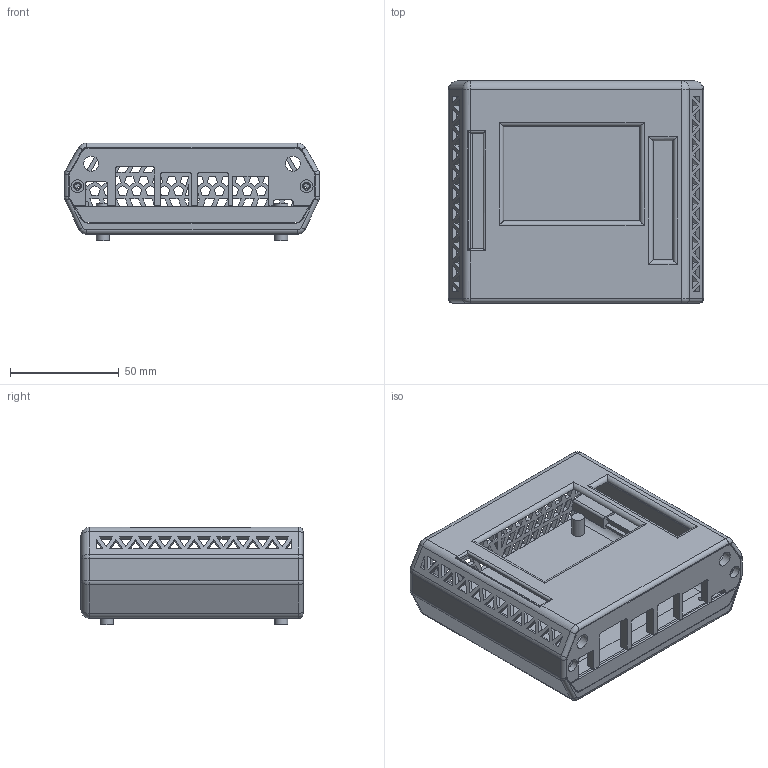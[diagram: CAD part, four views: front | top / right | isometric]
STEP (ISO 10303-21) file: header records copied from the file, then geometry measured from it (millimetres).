
FILE_DESCRIPTION(('HOOPS Exchange Step'),'2;1');
FILE_NAME('temp_export','2024-07-15T22:36:37+02:00',('sebastianfleps'),('Shapr3D Limited'),'HOOPS Exchange 2024.2','Shapr3D','Authorized');
FILE_SCHEMA( ('AUTOMOTIVE_DESIGN { 1 0 10303 214 1 1 1 1 }') );
Length unit declared in the file: millimetre
Products named in the file (8): BackIOBottom; BackIOTop Antenna_Antenna Back; Shell_No Anten; Jetson Cases_Case.STEP.step; Shell_No Anten (1); Jetson Cases_Case.STEP.step (1); Jetson Nano Case.step; root
Assembly tree (7 placements, depth 4):
  root
    Jetson Cases_Case.STEP.step
      BackIOBottom
      BackIOTop Antenna_Antenna Back
      Shell_No Anten
    Jetson Nano Case.step
      Jetson Cases_Case.STEP.step (1)
        Shell_No Anten (1)
Bounding box: 117.42 x 102.2 x 44.91 mm (x, y, z)
Volume: 102821.9 mm3; surface area: 73057.6 mm2
Topology: 3 solids, 3 shells, 752 faces, 2196 edges, 1434 vertices
Faces by surface type: plane 639, cylinder 95, torus 10, sphere 8
Full cylindrical faces by diameter (mm): 2.6 x6, 2.7 x2, 3.5 x2, 6 x8, 7 x2
Entity records: 25383 total; most frequent: CARTESIAN_POINT 4614, ORIENTED_EDGE 4384, DIRECTION 3914, EDGE_CURVE 2192, VECTOR 1978, LINE 1978, VERTEX_POINT 1434, EDGE_LOOP 1030
